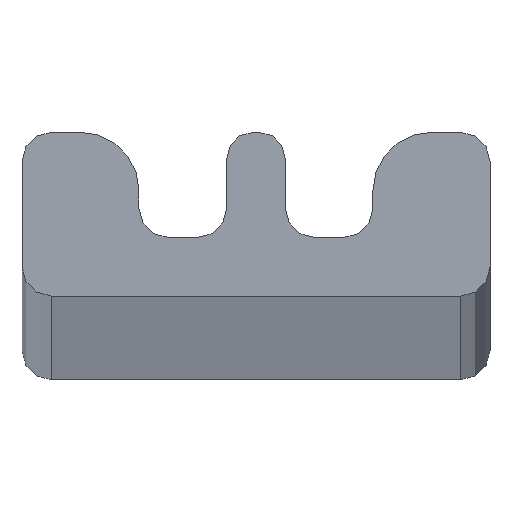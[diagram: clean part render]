
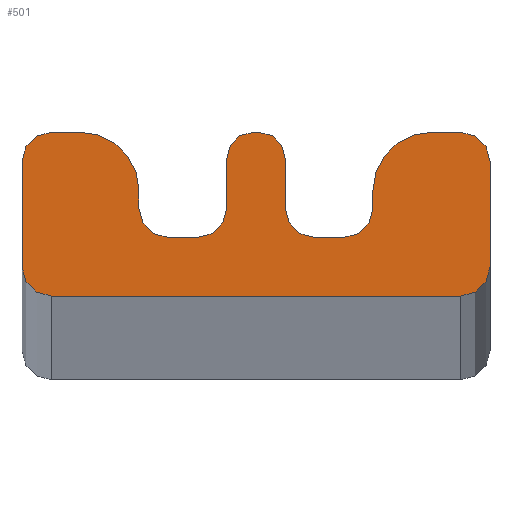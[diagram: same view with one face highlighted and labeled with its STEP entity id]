
A CAD part, top view. The second image highlights one B-rep face of the part: STEP entity #501.
In plain terms, the highlighted planar face has unit normal (0, 0, 1).
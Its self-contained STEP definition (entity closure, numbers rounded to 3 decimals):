
#27=PLANE('',#571);
#53=FACE_OUTER_BOUND('',#79,.T.);
#79=EDGE_LOOP('',(#417,#418,#419,#420,#421,#422,#423,#424,#425,#426,#427,
#428,#429,#430,#431,#432,#433,#434,#435,#436,#437,#438,#439,#440));
#85=LINE('',#738,#133);
#89=LINE('',#750,#137);
#93=LINE('',#762,#141);
#97=LINE('',#774,#145);
#101=LINE('',#786,#149);
#105=LINE('',#798,#153);
#109=LINE('',#810,#157);
#113=LINE('',#822,#161);
#117=LINE('',#834,#165);
#121=LINE('',#846,#169);
#125=LINE('',#858,#173);
#128=LINE('',#867,#176);
#133=VECTOR('',#587,1000.);
#137=VECTOR('',#599,1000.);
#141=VECTOR('',#611,1000.);
#145=VECTOR('',#623,1000.);
#149=VECTOR('',#635,1000.);
#153=VECTOR('',#647,1000.);
#157=VECTOR('',#659,1000.);
#161=VECTOR('',#671,1000.);
#165=VECTOR('',#683,1000.);
#169=VECTOR('',#695,1000.);
#173=VECTOR('',#707,1000.);
#176=VECTOR('',#718,1000.);
#178=CIRCLE('',#525,1.);
#180=CIRCLE('',#529,0.5);
#182=CIRCLE('',#533,0.5);
#184=CIRCLE('',#537,0.45);
#186=CIRCLE('',#541,0.45);
#188=CIRCLE('',#545,0.5);
#190=CIRCLE('',#549,0.5);
#192=CIRCLE('',#553,1.);
#194=CIRCLE('',#557,0.5);
#196=CIRCLE('',#561,0.5);
#198=CIRCLE('',#565,0.5);
#200=CIRCLE('',#569,0.5);
#203=VERTEX_POINT('',#728);
#204=VERTEX_POINT('',#730);
#206=VERTEX_POINT('',#736);
#208=VERTEX_POINT('',#742);
#210=VERTEX_POINT('',#748);
#212=VERTEX_POINT('',#754);
#214=VERTEX_POINT('',#760);
#216=VERTEX_POINT('',#766);
#218=VERTEX_POINT('',#772);
#220=VERTEX_POINT('',#778);
#222=VERTEX_POINT('',#784);
#224=VERTEX_POINT('',#790);
#226=VERTEX_POINT('',#796);
#228=VERTEX_POINT('',#802);
#230=VERTEX_POINT('',#808);
#232=VERTEX_POINT('',#814);
#234=VERTEX_POINT('',#820);
#236=VERTEX_POINT('',#826);
#238=VERTEX_POINT('',#832);
#240=VERTEX_POINT('',#838);
#242=VERTEX_POINT('',#844);
#244=VERTEX_POINT('',#850);
#246=VERTEX_POINT('',#856);
#248=VERTEX_POINT('',#862);
#251=EDGE_CURVE('',#204,#203,#178,.T.);
#255=EDGE_CURVE('',#203,#206,#85,.T.);
#258=EDGE_CURVE('',#206,#208,#180,.T.);
#261=EDGE_CURVE('',#208,#210,#89,.T.);
#264=EDGE_CURVE('',#210,#212,#182,.T.);
#267=EDGE_CURVE('',#212,#214,#93,.T.);
#270=EDGE_CURVE('',#214,#216,#184,.T.);
#273=EDGE_CURVE('',#216,#218,#97,.T.);
#276=EDGE_CURVE('',#218,#220,#186,.T.);
#279=EDGE_CURVE('',#220,#222,#101,.T.);
#282=EDGE_CURVE('',#222,#224,#188,.T.);
#285=EDGE_CURVE('',#224,#226,#105,.T.);
#288=EDGE_CURVE('',#226,#228,#190,.T.);
#291=EDGE_CURVE('',#228,#230,#109,.T.);
#294=EDGE_CURVE('',#230,#232,#192,.T.);
#297=EDGE_CURVE('',#232,#234,#113,.T.);
#300=EDGE_CURVE('',#234,#236,#194,.T.);
#303=EDGE_CURVE('',#236,#238,#117,.T.);
#306=EDGE_CURVE('',#238,#240,#196,.T.);
#309=EDGE_CURVE('',#240,#242,#121,.T.);
#312=EDGE_CURVE('',#242,#244,#198,.T.);
#315=EDGE_CURVE('',#244,#246,#125,.T.);
#318=EDGE_CURVE('',#246,#248,#200,.T.);
#320=EDGE_CURVE('',#248,#204,#128,.T.);
#417=ORIENTED_EDGE('',*,*,#251,.T.);
#418=ORIENTED_EDGE('',*,*,#255,.T.);
#419=ORIENTED_EDGE('',*,*,#258,.T.);
#420=ORIENTED_EDGE('',*,*,#261,.T.);
#421=ORIENTED_EDGE('',*,*,#264,.T.);
#422=ORIENTED_EDGE('',*,*,#267,.T.);
#423=ORIENTED_EDGE('',*,*,#270,.T.);
#424=ORIENTED_EDGE('',*,*,#273,.T.);
#425=ORIENTED_EDGE('',*,*,#276,.T.);
#426=ORIENTED_EDGE('',*,*,#279,.T.);
#427=ORIENTED_EDGE('',*,*,#282,.T.);
#428=ORIENTED_EDGE('',*,*,#285,.T.);
#429=ORIENTED_EDGE('',*,*,#288,.T.);
#430=ORIENTED_EDGE('',*,*,#291,.T.);
#431=ORIENTED_EDGE('',*,*,#294,.T.);
#432=ORIENTED_EDGE('',*,*,#297,.T.);
#433=ORIENTED_EDGE('',*,*,#300,.T.);
#434=ORIENTED_EDGE('',*,*,#303,.T.);
#435=ORIENTED_EDGE('',*,*,#306,.T.);
#436=ORIENTED_EDGE('',*,*,#309,.T.);
#437=ORIENTED_EDGE('',*,*,#312,.T.);
#438=ORIENTED_EDGE('',*,*,#315,.T.);
#439=ORIENTED_EDGE('',*,*,#318,.T.);
#440=ORIENTED_EDGE('',*,*,#320,.T.);
#501=ADVANCED_FACE('',(#53),#27,.F.);
#525=AXIS2_PLACEMENT_3D('',#731,#580,#581);
#529=AXIS2_PLACEMENT_3D('',#744,#593,#594);
#533=AXIS2_PLACEMENT_3D('',#756,#605,#606);
#537=AXIS2_PLACEMENT_3D('',#768,#617,#618);
#541=AXIS2_PLACEMENT_3D('',#780,#629,#630);
#545=AXIS2_PLACEMENT_3D('',#792,#641,#642);
#549=AXIS2_PLACEMENT_3D('',#804,#653,#654);
#553=AXIS2_PLACEMENT_3D('',#816,#665,#666);
#557=AXIS2_PLACEMENT_3D('',#828,#677,#678);
#561=AXIS2_PLACEMENT_3D('',#840,#689,#690);
#565=AXIS2_PLACEMENT_3D('',#852,#701,#702);
#569=AXIS2_PLACEMENT_3D('',#864,#713,#714);
#571=AXIS2_PLACEMENT_3D('',#868,#719,#720);
#580=DIRECTION('center_axis',(0.,0.,1.));
#581=DIRECTION('ref_axis',(-1.,0.,0.));
#587=DIRECTION('',(0.,-1.,0.));
#593=DIRECTION('center_axis',(0.,0.,-1.));
#594=DIRECTION('ref_axis',(1.,0.,0.));
#599=DIRECTION('',(-1.,0.,0.));
#605=DIRECTION('center_axis',(0.,0.,-1.));
#606=DIRECTION('ref_axis',(1.,0.,0.));
#611=DIRECTION('',(0.,1.,0.));
#617=DIRECTION('center_axis',(0.,0.,1.));
#618=DIRECTION('ref_axis',(1.,0.,0.));
#623=DIRECTION('',(-1.,0.,0.));
#629=DIRECTION('center_axis',(0.,0.,1.));
#630=DIRECTION('ref_axis',(-1.,0.,0.));
#635=DIRECTION('',(0.,-1.,0.));
#641=DIRECTION('center_axis',(0.,0.,-1.));
#642=DIRECTION('ref_axis',(1.,0.,0.));
#647=DIRECTION('',(-1.,0.,0.));
#653=DIRECTION('center_axis',(0.,0.,-1.));
#654=DIRECTION('ref_axis',(1.,0.,0.));
#659=DIRECTION('',(0.,1.,0.));
#665=DIRECTION('center_axis',(0.,0.,1.));
#666=DIRECTION('ref_axis',(-1.,0.,0.));
#671=DIRECTION('',(-1.,0.,0.));
#677=DIRECTION('center_axis',(0.,0.,1.));
#678=DIRECTION('ref_axis',(-1.,0.,0.));
#683=DIRECTION('',(0.,-1.,0.));
#689=DIRECTION('center_axis',(0.,0.,1.));
#690=DIRECTION('ref_axis',(-1.,0.,0.));
#695=DIRECTION('',(1.,0.,0.));
#701=DIRECTION('center_axis',(0.,0.,1.));
#702=DIRECTION('ref_axis',(-1.,0.,0.));
#707=DIRECTION('',(0.,1.,0.));
#713=DIRECTION('center_axis',(0.,0.,1.));
#714=DIRECTION('ref_axis',(-1.,0.,0.));
#718=DIRECTION('',(-1.,0.,0.));
#719=DIRECTION('center_axis',(0.,0.,-1.));
#720=DIRECTION('ref_axis',(-1.,0.,0.));
#728=CARTESIAN_POINT('',(2.,1.8,820.));
#730=CARTESIAN_POINT('',(3.,2.8,820.));
#731=CARTESIAN_POINT('Origin',(3.,1.8,820.));
#736=CARTESIAN_POINT('',(2.,1.5,820.));
#738=CARTESIAN_POINT('',(2.,1.8,820.));
#742=CARTESIAN_POINT('',(1.5,1.,820.));
#744=CARTESIAN_POINT('Origin',(1.5,1.5,820.));
#748=CARTESIAN_POINT('',(1.,1.,820.));
#750=CARTESIAN_POINT('',(1.5,1.,820.));
#754=CARTESIAN_POINT('',(0.5,1.5,820.));
#756=CARTESIAN_POINT('Origin',(1.,1.5,820.));
#760=CARTESIAN_POINT('',(0.5,2.35,820.));
#762=CARTESIAN_POINT('',(0.5,1.5,820.));
#766=CARTESIAN_POINT('',(0.05,2.8,820.));
#768=CARTESIAN_POINT('Origin',(0.05,2.35,820.));
#772=CARTESIAN_POINT('',(-0.05,2.8,820.));
#774=CARTESIAN_POINT('',(-0.05,2.8,820.));
#778=CARTESIAN_POINT('',(-0.5,2.35,820.));
#780=CARTESIAN_POINT('Origin',(-0.05,2.35,820.));
#784=CARTESIAN_POINT('',(-0.5,1.5,820.));
#786=CARTESIAN_POINT('',(-0.5,1.5,820.));
#790=CARTESIAN_POINT('',(-1.,1.,820.));
#792=CARTESIAN_POINT('Origin',(-1.,1.5,820.));
#796=CARTESIAN_POINT('',(-1.5,1.,820.));
#798=CARTESIAN_POINT('',(-1.5,1.,820.));
#802=CARTESIAN_POINT('',(-2.,1.5,820.));
#804=CARTESIAN_POINT('Origin',(-1.5,1.5,820.));
#808=CARTESIAN_POINT('',(-2.,1.8,820.));
#810=CARTESIAN_POINT('',(-2.,1.8,820.));
#814=CARTESIAN_POINT('',(-3.,2.8,820.));
#816=CARTESIAN_POINT('Origin',(-3.,1.8,820.));
#820=CARTESIAN_POINT('',(-3.5,2.8,820.));
#822=CARTESIAN_POINT('',(-3.5,2.8,820.));
#826=CARTESIAN_POINT('',(-4.,2.3,820.));
#828=CARTESIAN_POINT('Origin',(-3.5,2.3,820.));
#832=CARTESIAN_POINT('',(-4.,0.5,820.));
#834=CARTESIAN_POINT('',(-4.,0.5,820.));
#838=CARTESIAN_POINT('',(-3.5,0.,820.));
#840=CARTESIAN_POINT('Origin',(-3.5,0.5,820.));
#844=CARTESIAN_POINT('',(3.5,0.,820.));
#846=CARTESIAN_POINT('',(3.5,0.,820.));
#850=CARTESIAN_POINT('',(4.,0.5,820.));
#852=CARTESIAN_POINT('Origin',(3.5,0.5,820.));
#856=CARTESIAN_POINT('',(4.,2.3,820.));
#858=CARTESIAN_POINT('',(4.,0.5,820.));
#862=CARTESIAN_POINT('',(3.5,2.8,820.));
#864=CARTESIAN_POINT('Origin',(3.5,2.3,820.));
#867=CARTESIAN_POINT('',(3.5,2.8,820.));
#868=CARTESIAN_POINT('Origin',(3.,1.8,820.));
